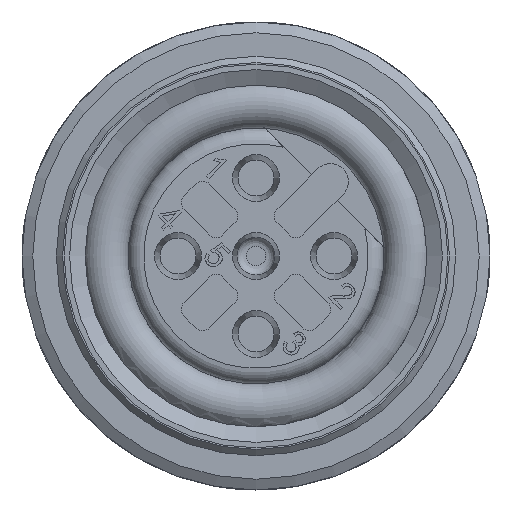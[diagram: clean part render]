
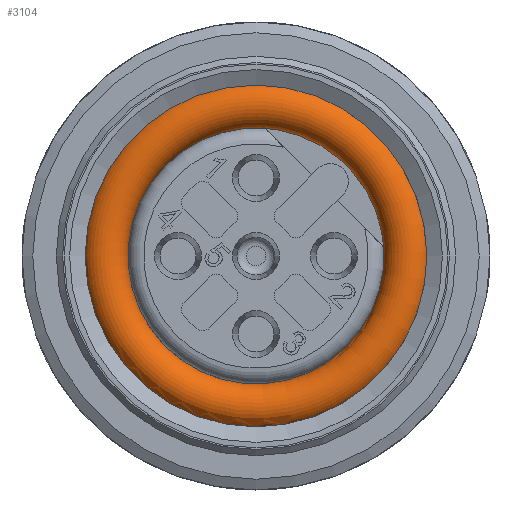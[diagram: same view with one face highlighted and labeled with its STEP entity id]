
A CAD part, front view. The second image highlights one B-rep face of the part: STEP entity #3104.
In plain terms, the highlighted toroidal (fillet/blend) face has major radius 4.85 mm and minor radius 0.75 mm.
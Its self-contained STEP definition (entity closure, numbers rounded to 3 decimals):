
#541=TOROIDAL_SURFACE('',#10312,4.85,0.75);
#798=B_SPLINE_CURVE_WITH_KNOTS('',3,(#17741,#17742,#17743,#17744,#17745,
#17746,#17747,#17748,#17749,#17750),.UNSPECIFIED.,.F.,.F.,(4,3,3,4),(0.,
0.421,0.744,1.),.UNSPECIFIED.);
#799=B_SPLINE_CURVE_WITH_KNOTS('',3,(#17758,#17759,#17760,#17761,#17762,
#17763,#17764,#17765,#17766,#17767),.UNSPECIFIED.,.F.,.F.,(4,3,3,4),(0.,
0.324,0.645,1.),.UNSPECIFIED.);
#3104=ADVANCED_FACE('',(#3542,#3543),#541,.T.);
#3542=FACE_BOUND('',#4125,.T.);
#3543=FACE_BOUND('',#4126,.T.);
#4125=EDGE_LOOP('',(#6470,#6471,#6472,#6473));
#4126=EDGE_LOOP('',(#6474));
#6470=ORIENTED_EDGE('',*,*,#9075,.T.);
#6471=ORIENTED_EDGE('',*,*,#9074,.T.);
#6472=ORIENTED_EDGE('',*,*,#9072,.F.);
#6473=ORIENTED_EDGE('',*,*,#9070,.T.);
#6474=ORIENTED_EDGE('',*,*,#9076,.T.);
#7792=VERTEX_POINT('',#17734);
#7794=VERTEX_POINT('',#17740);
#7795=VERTEX_POINT('',#17751);
#7796=VERTEX_POINT('',#17755);
#7797=VERTEX_POINT('',#17772);
#9070=EDGE_CURVE('',#7795,#7794,#798,.T.);
#9072=EDGE_CURVE('',#7795,#7796,#9650,.T.);
#9074=EDGE_CURVE('',#7792,#7796,#799,.T.);
#9075=EDGE_CURVE('',#7794,#7792,#9651,.T.);
#9076=EDGE_CURVE('',#7797,#7797,#9652,.T.);
#9650=CIRCLE('',#10306,4.291);
#9651=CIRCLE('',#10309,4.1);
#9652=CIRCLE('',#10311,5.475);
#10306=AXIS2_PLACEMENT_3D('',#17754,#12181,#12182);
#10309=AXIS2_PLACEMENT_3D('',#17769,#12188,#12189);
#10311=AXIS2_PLACEMENT_3D('',#17771,#12192,#12193);
#10312=AXIS2_PLACEMENT_3D('',#17773,#12194,#12195);
#12181=DIRECTION('',(0.,-1.,0.));
#12182=DIRECTION('',(0.,0.,-1.));
#12188=DIRECTION('',(0.,1.,0.));
#12189=DIRECTION('',(1.,0.,0.));
#12192=DIRECTION('',(0.,-1.,0.));
#12193=DIRECTION('',(0.,0.,-1.));
#12194=DIRECTION('',(0.,1.,0.));
#12195=DIRECTION('',(1.,0.,0.));
#17734=CARTESIAN_POINT('',(133.046,-44.056,4.089));
#17740=CARTESIAN_POINT('',(136.84,-44.061,0.295));
#17741=CARTESIAN_POINT('',(137.041,-43.55,0.094));
#17742=CARTESIAN_POINT('',(136.994,-43.602,0.142));
#17743=CARTESIAN_POINT('',(136.95,-43.663,0.185));
#17744=CARTESIAN_POINT('',(136.916,-43.733,0.219));
#17745=CARTESIAN_POINT('',(136.889,-43.786,0.246));
#17746=CARTESIAN_POINT('',(136.868,-43.845,0.267));
#17747=CARTESIAN_POINT('',(136.855,-43.908,0.28));
#17748=CARTESIAN_POINT('',(136.845,-43.957,0.29));
#17749=CARTESIAN_POINT('',(136.84,-44.01,0.295));
#17750=CARTESIAN_POINT('',(136.84,-44.061,0.295));
#17751=CARTESIAN_POINT('',(137.041,-43.55,0.094));
#17754=CARTESIAN_POINT('',(132.751,-43.55,0.));
#17755=CARTESIAN_POINT('',(132.845,-43.55,4.29));
#17758=CARTESIAN_POINT('',(133.046,-44.056,4.089));
#17759=CARTESIAN_POINT('',(133.046,-43.991,4.089));
#17760=CARTESIAN_POINT('',(133.037,-43.926,4.098));
#17761=CARTESIAN_POINT('',(133.021,-43.865,4.114));
#17762=CARTESIAN_POINT('',(133.005,-43.806,4.131));
#17763=CARTESIAN_POINT('',(132.981,-43.749,4.154));
#17764=CARTESIAN_POINT('',(132.953,-43.699,4.182));
#17765=CARTESIAN_POINT('',(132.922,-43.643,4.213));
#17766=CARTESIAN_POINT('',(132.885,-43.593,4.25));
#17767=CARTESIAN_POINT('',(132.845,-43.55,4.29));
#17769=CARTESIAN_POINT('',(132.751,-44.061,0.));
#17771=CARTESIAN_POINT('',(132.751,-44.465,0.));
#17772=CARTESIAN_POINT('',(132.751,-44.465,-5.475));
#17773=CARTESIAN_POINT('',(132.751,-44.05,0.));
